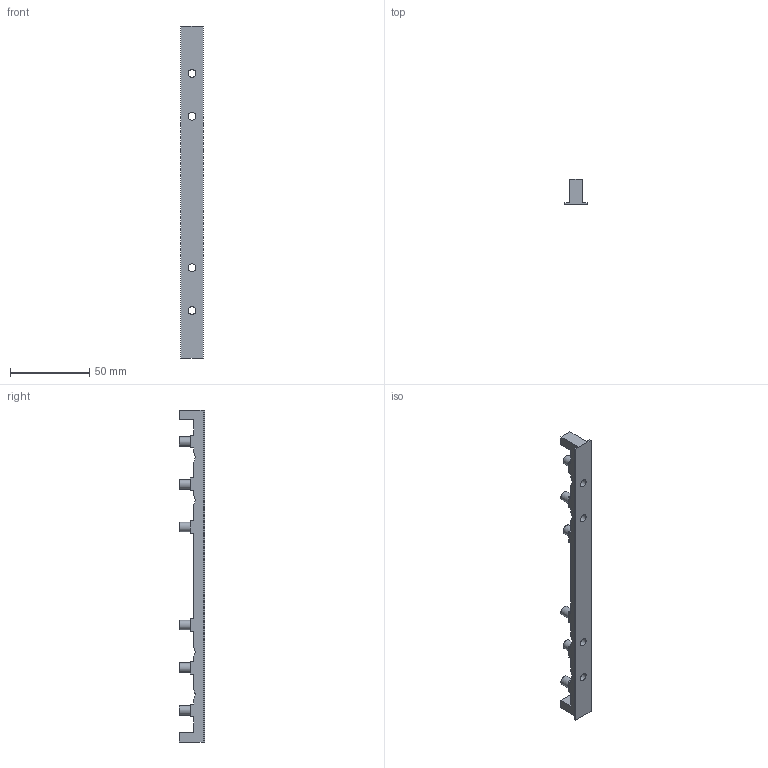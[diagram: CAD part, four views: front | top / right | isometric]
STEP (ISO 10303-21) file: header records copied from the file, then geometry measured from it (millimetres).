
FILE_DESCRIPTION(/* description */ ('Descript 1'),/* implementation_level */ '2;1');
FILE_NAME(/* name */ 'S22 cnc slider 6 rollers(piece2).stp',/* time_stamp */ '2022-10-14T07:50:36+02:00',/* author */ ('bchauvineau'),/* organization */ ('VIM'),/* preprocessor_version */ 'ST-DEVELOPER v18.1',/* originating_system */ 'Autodesk Inventor 2020',/* authorisation */ '');
FILE_SCHEMA (('AUTOMOTIVE_DESIGN { 1 0 10303 214 3 1 1 }'));
Length unit declared in the file: millimetre
Products named in the file (1): S22 cnc slider 6 rollers(piece2)
Bounding box: 14 x 16 x 210 mm (x, y, z)
Volume: 15040.7 mm3; surface area: 10802.1 mm2
Topology: 1 solids, 1 shells, 62 faces, 187 edges, 123 vertices
Faces by surface type: plane 48, cylinder 10, cone 4
Full cylindrical faces by diameter (mm): 5 x4, 6 x6
Entity records: 2143 total; most frequent: CARTESIAN_POINT 389, ORIENTED_EDGE 374, DIRECTION 348, EDGE_CURVE 187, LINE 136, VECTOR 136, VERTEX_POINT 123, AXIS2_PLACEMENT_3D 106
